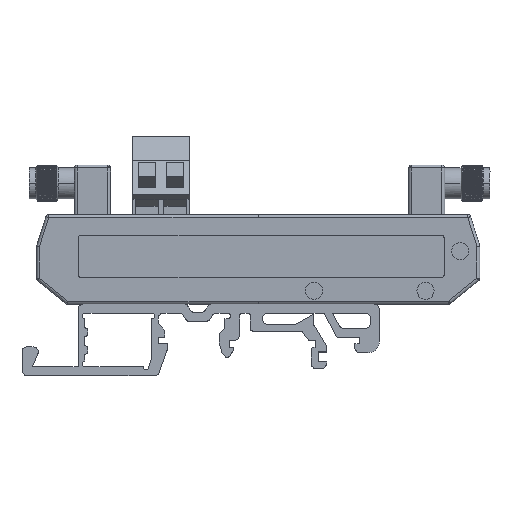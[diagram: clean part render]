
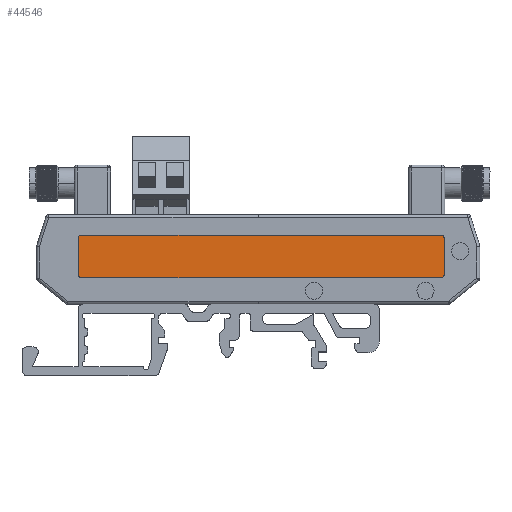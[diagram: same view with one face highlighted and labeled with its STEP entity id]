
A CAD part, top view. The second image highlights one B-rep face of the part: STEP entity #44546.
In plain terms, the highlighted planar face has unit normal (0, 0, 1).
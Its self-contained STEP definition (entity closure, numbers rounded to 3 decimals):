
#66 = DIRECTION ( 'NONE',  ( 0., -1., 0. ) ) ;
#509 = VERTEX_POINT ( 'NONE', #15614 ) ;
#2312 = ORIENTED_EDGE ( 'NONE', *, *, #10765, .T. ) ;
#2696 = CIRCLE ( 'NONE', #50170, 0.5 ) ;
#2873 = AXIS2_PLACEMENT_3D ( 'NONE', #25029, #29399, #55650 ) ;
#4411 = CIRCLE ( 'NONE', #6338, 0.5 ) ;
#6338 = AXIS2_PLACEMENT_3D ( 'NONE', #7306, #46649, #24460 ) ;
#6908 = EDGE_CURVE ( 'NONE', #509, #51757, #46031, .T. ) ;
#7306 = CARTESIAN_POINT ( 'NONE',  ( -73.807, 13.201, 15.875 ) ) ;
#7858 = CARTESIAN_POINT ( 'NONE',  ( -74.307, 13.201, 15.875 ) ) ;
#7866 = EDGE_LOOP ( 'NONE', ( #32773, #10680, #15076, #17658, #18377, #2312, #53730, #46189 ) ) ;
#8716 = VERTEX_POINT ( 'NONE', #53843 ) ;
#8796 = CARTESIAN_POINT ( 'NONE',  ( -10.307, 13.201, 15.875 ) ) ;
#9028 = DIRECTION ( 'NONE',  ( 0., 0., 1. ) ) ;
#9867 = CARTESIAN_POINT ( 'NONE',  ( -73.807, 13.701, 15.875 ) ) ;
#10680 = ORIENTED_EDGE ( 'NONE', *, *, #6908, .T. ) ;
#10765 = EDGE_CURVE ( 'NONE', #35940, #12767, #22207, .T. ) ;
#12642 = VERTEX_POINT ( 'NONE', #30896 ) ;
#12767 = VERTEX_POINT ( 'NONE', #14299 ) ;
#13269 = DIRECTION ( 'NONE',  ( -1., 0., 0. ) ) ;
#14299 = CARTESIAN_POINT ( 'NONE',  ( -74.307, 6.801, 15.875 ) ) ;
#15073 = CIRCLE ( 'NONE', #43073, 0.5 ) ;
#15076 = ORIENTED_EDGE ( 'NONE', *, *, #53509, .T. ) ;
#15157 = DIRECTION ( 'NONE',  ( 0., 0., 1. ) ) ;
#15210 = VECTOR ( 'NONE', #47358, 1000. ) ;
#15260 = EDGE_CURVE ( 'NONE', #12642, #35940, #4411, .T. ) ;
#15614 = CARTESIAN_POINT ( 'NONE',  ( -10.307, 6.801, 15.875 ) ) ;
#16382 = VERTEX_POINT ( 'NONE', #26899 ) ;
#16878 = FACE_OUTER_BOUND ( 'NONE', #7866, .T. ) ;
#17207 = PLANE ( 'NONE',  #23975 ) ;
#17658 = ORIENTED_EDGE ( 'NONE', *, *, #22516, .T. ) ;
#18377 = ORIENTED_EDGE ( 'NONE', *, *, #15260, .T. ) ;
#19414 = DIRECTION ( 'NONE',  ( -1., 0., 0. ) ) ;
#22207 = LINE ( 'NONE', #39606, #33088 ) ;
#22516 = EDGE_CURVE ( 'NONE', #16382, #12642, #54662, .T. ) ;
#23975 = AXIS2_PLACEMENT_3D ( 'NONE', #26372, #9028, #34943 ) ;
#24040 = CARTESIAN_POINT ( 'NONE',  ( -73.807, 6.301, 15.875 ) ) ;
#24460 = DIRECTION ( 'NONE',  ( 1., 0., 0. ) ) ;
#25029 = CARTESIAN_POINT ( 'NONE',  ( -73.807, 6.801, 15.875 ) ) ;
#26021 = EDGE_CURVE ( 'NONE', #26464, #8716, #41264, .T. ) ;
#26372 = CARTESIAN_POINT ( 'NONE',  ( -10.807, 6.801, 15.875 ) ) ;
#26423 = DIRECTION ( 'NONE',  ( 0., 0., 1. ) ) ;
#26464 = VERTEX_POINT ( 'NONE', #30629 ) ;
#26899 = CARTESIAN_POINT ( 'NONE',  ( -10.807, 13.701, 15.875 ) ) ;
#28610 = DIRECTION ( 'NONE',  ( 1., 0., 0. ) ) ;
#28733 = DIRECTION ( 'NONE',  ( 1., 0., 0. ) ) ;
#28906 = CARTESIAN_POINT ( 'NONE',  ( -10.807, 6.801, 15.875 ) ) ;
#29399 = DIRECTION ( 'NONE',  ( 0., 0., 1. ) ) ;
#30629 = CARTESIAN_POINT ( 'NONE',  ( -73.807, 6.301, 15.875 ) ) ;
#30745 = CIRCLE ( 'NONE', #2873, 0.5 ) ;
#30896 = CARTESIAN_POINT ( 'NONE',  ( -73.807, 13.701, 15.875 ) ) ;
#32773 = ORIENTED_EDGE ( 'NONE', *, *, #49130, .T. ) ;
#33088 = VECTOR ( 'NONE', #66, 1000. ) ;
#34693 = VECTOR ( 'NONE', #19414, 1000. ) ;
#34943 = DIRECTION ( 'NONE',  ( 1., 0., 0. ) ) ;
#35940 = VERTEX_POINT ( 'NONE', #7858 ) ;
#39606 = CARTESIAN_POINT ( 'NONE',  ( -74.307, 13.201, 15.875 ) ) ;
#41264 = LINE ( 'NONE', #24040, #54315 ) ;
#43073 = AXIS2_PLACEMENT_3D ( 'NONE', #47869, #26423, #13269 ) ;
#44546 = ADVANCED_FACE ( 'NONE', ( #16878 ), #17207, .T. ) ;
#46031 = LINE ( 'NONE', #51034, #15210 ) ;
#46189 = ORIENTED_EDGE ( 'NONE', *, *, #26021, .T. ) ;
#46649 = DIRECTION ( 'NONE',  ( 0., 0., 1. ) ) ;
#47194 = EDGE_CURVE ( 'NONE', #12767, #26464, #30745, .T. ) ;
#47358 = DIRECTION ( 'NONE',  ( 0., 1., 0. ) ) ;
#47869 = CARTESIAN_POINT ( 'NONE',  ( -10.807, 13.201, 15.875 ) ) ;
#49130 = EDGE_CURVE ( 'NONE', #8716, #509, #2696, .T. ) ;
#50170 = AXIS2_PLACEMENT_3D ( 'NONE', #28906, #15157, #28733 ) ;
#51034 = CARTESIAN_POINT ( 'NONE',  ( -10.307, 13.201, 15.875 ) ) ;
#51757 = VERTEX_POINT ( 'NONE', #8796 ) ;
#53509 = EDGE_CURVE ( 'NONE', #51757, #16382, #15073, .T. ) ;
#53730 = ORIENTED_EDGE ( 'NONE', *, *, #47194, .T. ) ;
#53843 = CARTESIAN_POINT ( 'NONE',  ( -10.807, 6.301, 15.875 ) ) ;
#54315 = VECTOR ( 'NONE', #28610, 1000. ) ;
#54662 = LINE ( 'NONE', #9867, #34693 ) ;
#55650 = DIRECTION ( 'NONE',  ( 1., 0., 0. ) ) ;
